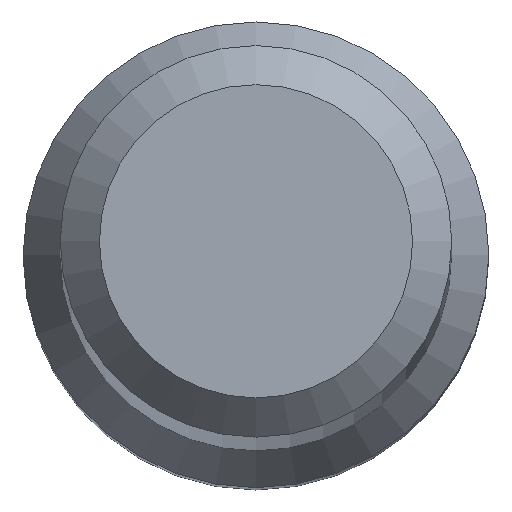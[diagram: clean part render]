
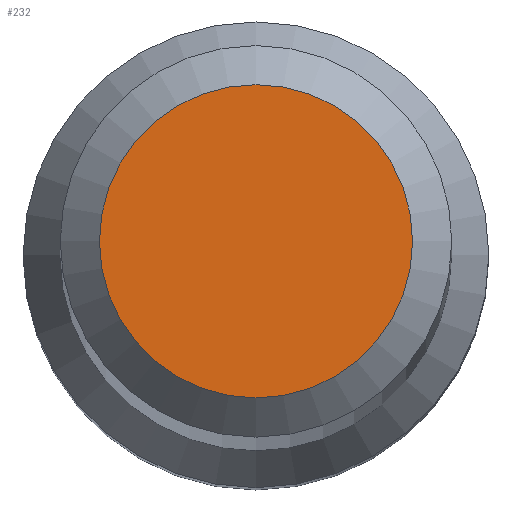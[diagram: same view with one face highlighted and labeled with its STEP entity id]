
A CAD part, top view. The second image highlights one B-rep face of the part: STEP entity #232.
In plain terms, the highlighted planar face has unit normal (0, 0, 1).
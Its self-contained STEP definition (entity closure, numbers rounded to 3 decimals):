
#5 = EDGE_CURVE ( 'NONE', #194, #194, #58, .T. ) ;
#6 = AXIS2_PLACEMENT_3D ( 'NONE', #168, #243, #124 ) ;
#58 = CIRCLE ( 'NONE', #6, 1.2 ) ;
#63 = FACE_OUTER_BOUND ( 'NONE', #108, .T. ) ;
#80 = CARTESIAN_POINT ( 'NONE',  ( 0., 0., 70. ) ) ;
#96 = CARTESIAN_POINT ( 'NONE',  ( 0., 1.2, 70. ) ) ;
#105 = ORIENTED_EDGE ( 'NONE', *, *, #5, .F. ) ;
#108 = EDGE_LOOP ( 'NONE', ( #105 ) ) ;
#111 = DIRECTION ( 'NONE',  ( 0., -1., 0. ) ) ;
#113 = DIRECTION ( 'NONE',  ( 0., 0., 1. ) ) ;
#124 = DIRECTION ( 'NONE',  ( 0., 1., 0. ) ) ;
#136 = AXIS2_PLACEMENT_3D ( 'NONE', #80, #113, #111 ) ;
#168 = CARTESIAN_POINT ( 'NONE',  ( 0., 0., 70. ) ) ;
#175 = PLANE ( 'NONE',  #136 ) ;
#194 = VERTEX_POINT ( 'NONE', #96 ) ;
#232 = ADVANCED_FACE ( 'NONE', ( #63 ), #175, .T. ) ;
#243 = DIRECTION ( 'NONE',  ( 0., 0., -1. ) ) ;
